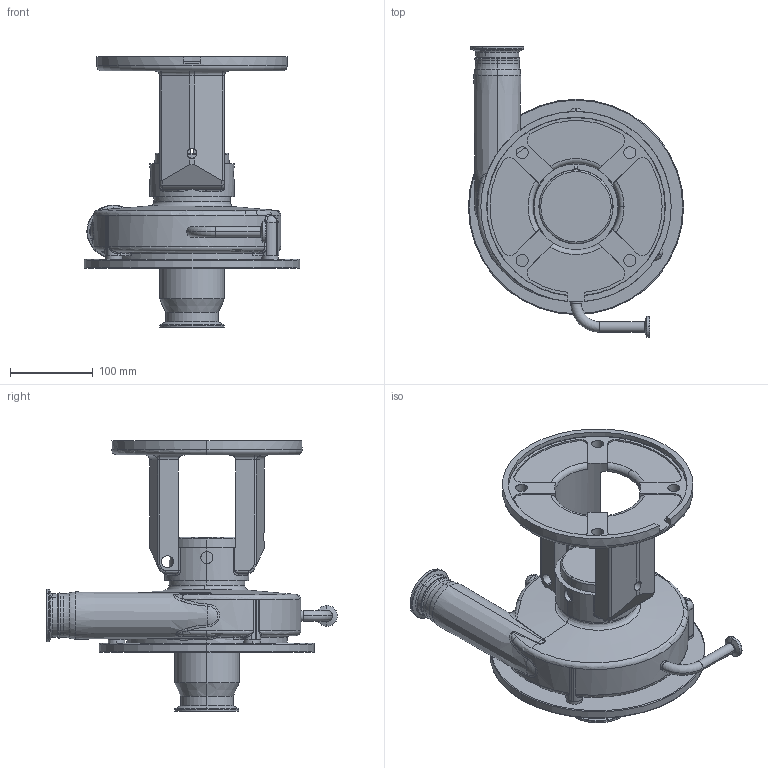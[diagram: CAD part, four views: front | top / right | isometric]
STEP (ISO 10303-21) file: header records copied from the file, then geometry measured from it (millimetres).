
FILE_DESCRIPTION (( 'STEP AP214' ), '1' );
FILE_NAME ('FPR 3531-3532 180-250TC VERT 1-2 IN ELBOW LEFT DRAIN.STEP', '2022-12-21T15:51:24', ( '' ), ( '' ), 'SwSTEP 2.0', 'SolidWorks 2021', '' );
FILE_SCHEMA (( 'AUTOMOTIVE_DESIGN' ));
Length unit declared in the file: millimetre
Products named in the file (1): FPR 3531-3532 180-250TC VERT 1-2 IN ELBOW LEFT DRAIN
Bounding box: 260 x 351.4 x 326.5 mm (x, y, z)
Volume: 3782109.4 mm3; surface area: 465259.4 mm2
Topology: 1 solids, 2 shells, 462 faces, 1168 edges, 700 vertices
Faces by surface type: cylinder 171, torus 98, plane 83, bspline 59, cone 39, sphere 12
Entity records: 19957 total; most frequent: CARTESIAN_POINT 9123, ORIENTED_EDGE 2316, DIRECTION 2307, EDGE_CURVE 1158, AXIS2_PLACEMENT_3D 975, VERTEX_POINT 699, CIRCLE 571, EDGE_LOOP 491
